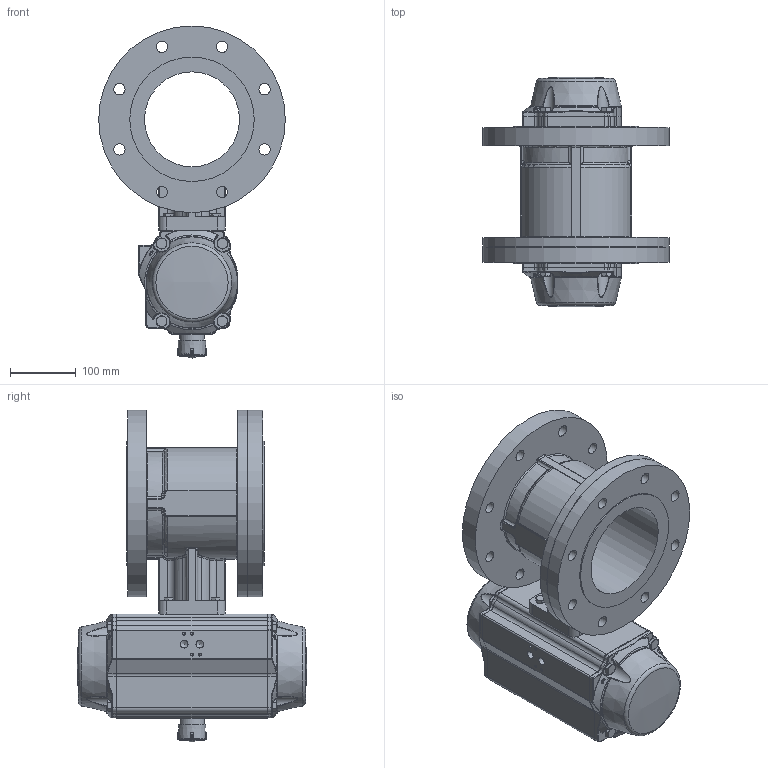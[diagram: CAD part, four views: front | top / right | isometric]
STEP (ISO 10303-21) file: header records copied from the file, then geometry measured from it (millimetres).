
FILE_DESCRIPTION(/* description */ ('Unknown'),/* implementation_level */ '2;1');
FILE_NAME(/* name */ 'DW07 0909-14',/* time_stamp */ '2022-11-15T10:41:59+01:00',/* author */ ('Unknown'),/* organization */ ('Unknown'),/* preprocessor_version */ 'ST-DEVELOPER v16.7',/* originating_system */ 'Solid Edge',/* authorisation */ 'Unknown');
FILE_SCHEMA (('AUTOMOTIVE_DESIGN {1 0 10303 214 3 1 1}'));
Length unit declared in the file: millimetre
Products named in the file (11): DW333-4.150_160.150; 4.150_160.150; DIN 933 M8x40 A2-70 BLK_EDST; DW07_FR06_(DW333_FR248); KP-125; ָʾ; 硌尨釱; 硌尨梓尨_酴伎; 指示标示(黄色）_红色; cup head nib bolts with large head gb_GB_FASTENER_BOLT_CHNBW M6X25-N; hexagon head bolts--product grade c gb_GB_FASTENER_BOLT_HHBC M10X45-N
Assembly tree (22 placements, depth 4):
  DW333-4.150_160.150
    4.150_160.150
    DIN 933 M8x40 A2-70 BLK_EDST  x4
    DW07_FR06_(DW333_FR248)
      KP-125
      ָʾ
        硌尨釱
        硌尨梓尨_酴伎  x2
        指示标示(黄色）_红色  x2
      cup head nib bolts with large head gb_GB_FASTENER_BOLT_CHNBW M6X25-N
      hexagon head bolts--product grade c gb_GB_FASTENER_BOLT_HHBC M10X45-N  x8
Bounding box: 285 x 349.9 x 506.9 mm (x, y, z)
Volume: 10883805.1 mm3; surface area: 752608.1 mm2
Topology: 20 solids, 20 shells, 1440 faces, 3366 edges, 1987 vertices
Faces by surface type: plane 412, cylinder 411, bspline 275, torus 169, cone 154, sphere 19
Full cylindrical faces by diameter (mm): 3 x16, 3.3 x8, 4.2 x8, 4.66 x1, 5 x1, 6 x1, 6.2 x1, 6.647 x2, 6.8 x4, 8 x4, 8.5 x12, 10 x12, 11.8 x2, 13 x4, 17.294 x16, 32 x1, 38 x1, 38.5 x1, 55 x1, 145 x1, 190 x2, 276 x1, 285 x3
Entity records: 42117 total; most frequent: CARTESIAN_POINT 16692, ORIENTED_EDGE 4832, DIRECTION 4624, EDGE_CURVE 2416, AXIS2_PLACEMENT_3D 1919, VERTEX_POINT 1509, FACE_BOUND 1331, EDGE_LOOP 1307
